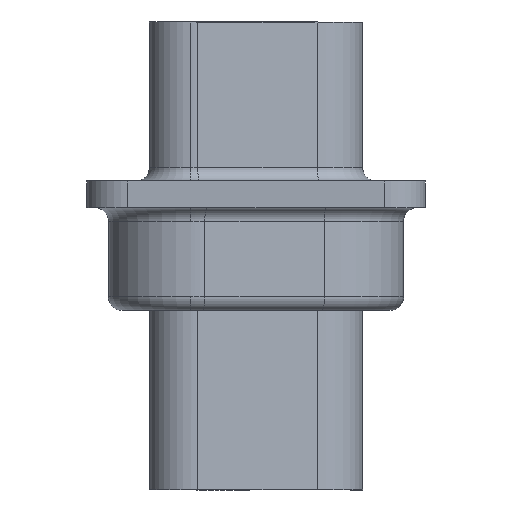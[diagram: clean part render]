
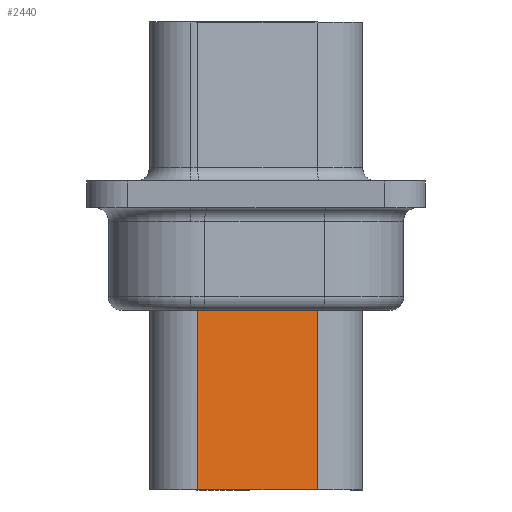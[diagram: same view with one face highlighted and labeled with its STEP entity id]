
A CAD part, left-side view. The second image highlights one B-rep face of the part: STEP entity #2440.
In plain terms, the highlighted planar face has unit normal (-0.985, -0.174, 0).
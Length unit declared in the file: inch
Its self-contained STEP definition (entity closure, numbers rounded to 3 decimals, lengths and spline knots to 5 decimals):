
#177 = CARTESIAN_POINT ( 'NONE',  ( -0.485, 0.08508, -0.1495 ) ) ;
#386 = EDGE_CURVE ( 'NONE', #4197, #517, #5105, .T. ) ;
#499 = EDGE_CURVE ( 'NONE', #5678, #3400, #821, .T. ) ;
#517 = VERTEX_POINT ( 'NONE', #177 ) ;
#708 = EDGE_CURVE ( 'NONE', #5678, #4197, #2569, .T. ) ;
#821 = LINE ( 'NONE', #6663, #3272 ) ;
#850 = EDGE_CURVE ( 'NONE', #3400, #517, #6567, .T. ) ;
#1201 = DIRECTION ( 'NONE',  ( 0., 0., 1. ) ) ;
#1810 = EDGE_LOOP ( 'NONE', ( #5099, #4816, #6628, #3526 ) ) ;
#2440 = ADVANCED_FACE ( 'NONE', ( #7316 ), #4595, .F. ) ;
#2569 = LINE ( 'NONE', #3903, #4073 ) ;
#2687 = DIRECTION ( 'NONE',  ( -0.174, 0.985, 0. ) ) ;
#3272 = VECTOR ( 'NONE', #5259, 39.37008 ) ;
#3352 = DIRECTION ( 'NONE',  ( 0.985, 0.174, 0. ) ) ;
#3400 = VERTEX_POINT ( 'NONE', #3965 ) ;
#3525 = CARTESIAN_POINT ( 'NONE',  ( -0.45424, -0.08939, -0.4315 ) ) ;
#3526 = ORIENTED_EDGE ( 'NONE', *, *, #708, .T. ) ;
#3832 = DIRECTION ( 'NONE',  ( -0.174, 0.985, 0. ) ) ;
#3903 = CARTESIAN_POINT ( 'NONE',  ( -0.45424, -0.08939, -1.71387 ) ) ;
#3940 = CARTESIAN_POINT ( 'NONE',  ( -0.485, 0.08508, -1.71387 ) ) ;
#3965 = CARTESIAN_POINT ( 'NONE',  ( -0.485, 0.08508, -0.4315 ) ) ;
#4073 = VECTOR ( 'NONE', #1201, 39.37008 ) ;
#4197 = VERTEX_POINT ( 'NONE', #5452 ) ;
#4569 = DIRECTION ( 'NONE',  ( 0., 0., 1. ) ) ;
#4595 = PLANE ( 'NONE',  #7591 ) ;
#4816 = ORIENTED_EDGE ( 'NONE', *, *, #850, .F. ) ;
#4885 = VECTOR ( 'NONE', #3832, 39.37008 ) ;
#5099 = ORIENTED_EDGE ( 'NONE', *, *, #386, .T. ) ;
#5105 = LINE ( 'NONE', #7703, #4885 ) ;
#5259 = DIRECTION ( 'NONE',  ( -0.174, 0.985, 0. ) ) ;
#5452 = CARTESIAN_POINT ( 'NONE',  ( -0.45424, -0.08939, -0.1495 ) ) ;
#5678 = VERTEX_POINT ( 'NONE', #3525 ) ;
#5998 = CARTESIAN_POINT ( 'NONE',  ( -0.45424, -0.08939, -1.71387 ) ) ;
#6383 = VECTOR ( 'NONE', #4569, 39.37008 ) ;
#6567 = LINE ( 'NONE', #3940, #6383 ) ;
#6628 = ORIENTED_EDGE ( 'NONE', *, *, #499, .F. ) ;
#6663 = CARTESIAN_POINT ( 'NONE',  ( -0.45424, -0.08939, -0.4315 ) ) ;
#7316 = FACE_OUTER_BOUND ( 'NONE', #1810, .T. ) ;
#7591 = AXIS2_PLACEMENT_3D ( 'NONE', #5998, #3352, #2687 ) ;
#7703 = CARTESIAN_POINT ( 'NONE',  ( -0.485, 0.08508, -0.1495 ) ) ;
